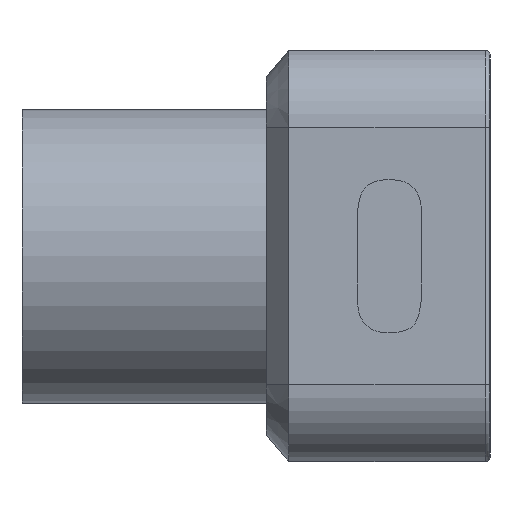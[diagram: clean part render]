
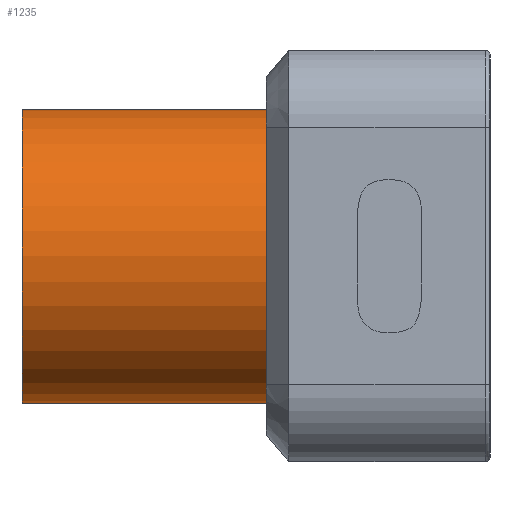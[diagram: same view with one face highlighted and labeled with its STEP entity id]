
A CAD part, left-side view. The second image highlights one B-rep face of the part: STEP entity #1235.
In plain terms, the highlighted cylindrical face has radius 9.5 mm (diameter 19 mm), a full revolution.
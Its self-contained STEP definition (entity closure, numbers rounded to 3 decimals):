
#48=CYLINDRICAL_SURFACE('',#1383,9.5);
#177=FACE_OUTER_BOUND('',#265,.T.);
#265=EDGE_LOOP('',(#1136,#1137,#1138,#1139));
#283=CIRCLE('',#1281,9.5);
#330=CIRCLE('',#1384,9.5);
#435=LINE('',#2474,#541);
#541=VECTOR('',#1757,9.5);
#576=VERTEX_POINT('',#1952);
#650=VERTEX_POINT('',#2472);
#696=EDGE_CURVE('',#576,#576,#283,.T.);
#818=EDGE_CURVE('',#650,#650,#330,.T.);
#819=EDGE_CURVE('',#650,#576,#435,.T.);
#1136=ORIENTED_EDGE('',*,*,#818,.F.);
#1137=ORIENTED_EDGE('',*,*,#819,.T.);
#1138=ORIENTED_EDGE('',*,*,#696,.F.);
#1139=ORIENTED_EDGE('',*,*,#819,.F.);
#1235=ADVANCED_FACE('',(#177),#48,.T.);
#1281=AXIS2_PLACEMENT_3D('',#1953,#1476,#1477);
#1383=AXIS2_PLACEMENT_3D('',#2471,#1753,#1754);
#1384=AXIS2_PLACEMENT_3D('',#2473,#1755,#1756);
#1476=DIRECTION('center_axis',(0.,-1.,0.));
#1477=DIRECTION('ref_axis',(-1.,0.,0.));
#1753=DIRECTION('center_axis',(0.,1.,0.));
#1754=DIRECTION('ref_axis',(-1.,0.,0.));
#1755=DIRECTION('center_axis',(0.,1.,0.));
#1756=DIRECTION('ref_axis',(-1.,0.,0.));
#1757=DIRECTION('',(0.,-1.,0.));
#1952=CARTESIAN_POINT('',(-15.5,14.45,0.));
#1953=CARTESIAN_POINT('Origin',(-25.,14.45,0.));
#2471=CARTESIAN_POINT('Origin',(-25.,14.45,0.));
#2472=CARTESIAN_POINT('',(-15.5,30.25,0.));
#2473=CARTESIAN_POINT('Origin',(-25.,30.25,0.));
#2474=CARTESIAN_POINT('',(-15.5,14.45,0.));
